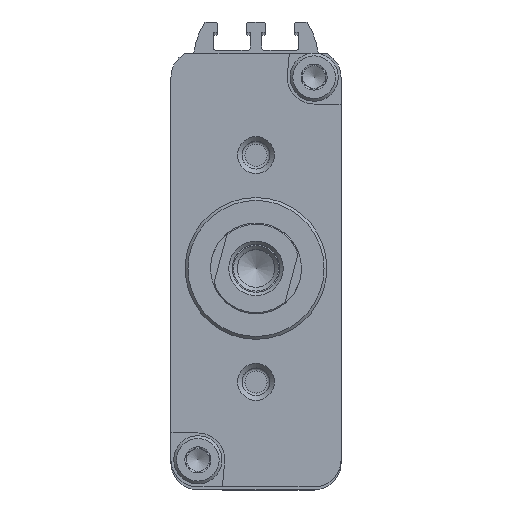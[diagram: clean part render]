
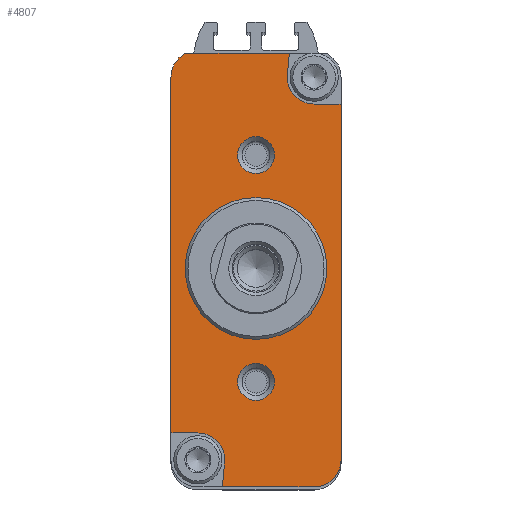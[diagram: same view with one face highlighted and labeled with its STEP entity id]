
A CAD part, top view. The second image highlights one B-rep face of the part: STEP entity #4807.
In plain terms, the highlighted planar face has unit normal (0, 0, 1).
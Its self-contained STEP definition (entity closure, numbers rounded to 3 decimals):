
#325=CIRCLE('',#5236,4.75);
#330=CIRCLE('',#5244,4.75);
#338=CIRCLE('',#5254,4.75);
#339=CIRCLE('',#5255,4.75);
#340=CIRCLE('',#5256,3.25);
#341=CIRCLE('',#5257,3.25);
#342=CIRCLE('',#5258,12.5);
#765=ORIENTED_EDGE('',*,*,#2050,.F.);
#766=ORIENTED_EDGE('',*,*,#2020,.T.);
#767=ORIENTED_EDGE('',*,*,#2022,.T.);
#768=ORIENTED_EDGE('',*,*,#2026,.T.);
#769=ORIENTED_EDGE('',*,*,#2051,.F.);
#770=ORIENTED_EDGE('',*,*,#2052,.F.);
#771=ORIENTED_EDGE('',*,*,#2053,.F.);
#772=ORIENTED_EDGE('',*,*,#2037,.T.);
#773=ORIENTED_EDGE('',*,*,#2039,.T.);
#774=ORIENTED_EDGE('',*,*,#2010,.T.);
#775=ORIENTED_EDGE('',*,*,#2054,.F.);
#776=ORIENTED_EDGE('',*,*,#2055,.F.);
#777=ORIENTED_EDGE('',*,*,#2056,.T.);
#778=ORIENTED_EDGE('',*,*,#2057,.T.);
#779=ORIENTED_EDGE('',*,*,#2058,.T.);
#2010=EDGE_CURVE('',#2646,#2645,#3054,.T.);
#2020=EDGE_CURVE('',#2651,#2653,#3062,.T.);
#2022=EDGE_CURVE('',#2653,#2655,#325,.T.);
#2026=EDGE_CURVE('',#2655,#2658,#3065,.T.);
#2037=EDGE_CURVE('',#2662,#2666,#3074,.T.);
#2039=EDGE_CURVE('',#2666,#2646,#330,.T.);
#2050=EDGE_CURVE('',#2651,#2676,#3078,.T.);
#2051=EDGE_CURVE('',#2677,#2658,#3079,.T.);
#2052=EDGE_CURVE('',#2678,#2677,#338,.T.);
#2053=EDGE_CURVE('',#2662,#2678,#3080,.T.);
#2054=EDGE_CURVE('',#2679,#2645,#3081,.T.);
#2055=EDGE_CURVE('',#2676,#2679,#339,.T.);
#2056=EDGE_CURVE('',#2680,#2680,#340,.T.);
#2057=EDGE_CURVE('',#2681,#2681,#341,.T.);
#2058=EDGE_CURVE('',#2682,#2682,#342,.F.);
#2645=VERTEX_POINT('',#7717);
#2646=VERTEX_POINT('',#7719);
#2651=VERTEX_POINT('',#7731);
#2653=VERTEX_POINT('',#7736);
#2655=VERTEX_POINT('',#7742);
#2658=VERTEX_POINT('',#7749);
#2662=VERTEX_POINT('',#7760);
#2666=VERTEX_POINT('',#7769);
#2676=VERTEX_POINT('',#7796);
#2677=VERTEX_POINT('',#7798);
#2678=VERTEX_POINT('',#7800);
#2679=VERTEX_POINT('',#7803);
#2680=VERTEX_POINT('',#7806);
#2681=VERTEX_POINT('',#7808);
#2682=VERTEX_POINT('',#7810);
#3054=LINE('',#7718,#3390);
#3062=LINE('',#7737,#3398);
#3065=LINE('',#7750,#3401);
#3074=LINE('',#7770,#3410);
#3078=LINE('',#7795,#3414);
#3079=LINE('',#7797,#3415);
#3080=LINE('',#7801,#3416);
#3081=LINE('',#7802,#3417);
#3390=VECTOR('',#6017,1000.);
#3398=VECTOR('',#6031,1000.);
#3401=VECTOR('',#6044,1000.);
#3410=VECTOR('',#6059,1000.);
#3414=VECTOR('',#6087,1000.);
#3415=VECTOR('',#6088,1000.);
#3416=VECTOR('',#6091,1000.);
#3417=VECTOR('',#6092,1000.);
#3740=EDGE_LOOP('',(#765,#766,#767,#768,#769,#770,#771,#772,#773,#774,#775,
#776));
#3741=EDGE_LOOP('',(#777));
#3742=EDGE_LOOP('',(#778));
#3743=EDGE_LOOP('',(#779));
#4208=FACE_BOUND('',#3740,.T.);
#4209=FACE_BOUND('',#3741,.T.);
#4210=FACE_BOUND('',#3742,.T.);
#4211=FACE_BOUND('',#3743,.T.);
#4622=PLANE('',#5253);
#4807=ADVANCED_FACE('',(#4208,#4209,#4210,#4211),#4622,.T.);
#5236=AXIS2_PLACEMENT_3D('',#7741,#6036,#6037);
#5244=AXIS2_PLACEMENT_3D('',#7774,#6064,#6065);
#5253=AXIS2_PLACEMENT_3D('',#7794,#6085,#6086);
#5254=AXIS2_PLACEMENT_3D('',#7799,#6089,#6090);
#5255=AXIS2_PLACEMENT_3D('',#7804,#6093,#6094);
#5256=AXIS2_PLACEMENT_3D('',#7805,#6095,#6096);
#5257=AXIS2_PLACEMENT_3D('',#7807,#6097,#6098);
#5258=AXIS2_PLACEMENT_3D('',#7809,#6099,#6100);
#6017=DIRECTION('',(0.,-1.,0.));
#6031=DIRECTION('',(1.,0.,0.));
#6036=DIRECTION('',(0.,0.,1.));
#6037=DIRECTION('',(1.,0.,0.));
#6044=DIRECTION('',(0.,1.,0.));
#6059=DIRECTION('',(-1.,0.,0.));
#6064=DIRECTION('',(0.,0.,1.));
#6065=DIRECTION('',(1.,0.,0.));
#6085=DIRECTION('',(0.,0.,1.));
#6086=DIRECTION('',(1.,0.,0.));
#6087=DIRECTION('',(0.088,0.996,0.));
#6088=DIRECTION('',(1.,0.,0.));
#6089=DIRECTION('',(0.,0.,1.));
#6090=DIRECTION('',(1.,0.,0.));
#6091=DIRECTION('',(-0.088,-0.996,0.));
#6092=DIRECTION('',(-1.,0.,0.));
#6093=DIRECTION('',(0.,0.,1.));
#6094=DIRECTION('',(1.,0.,0.));
#6095=DIRECTION('',(0.,0.,-1.));
#6096=DIRECTION('',(-1.,0.,0.));
#6097=DIRECTION('',(0.,0.,-1.));
#6098=DIRECTION('',(-1.,0.,0.));
#6099=DIRECTION('',(0.,0.,1.));
#6100=DIRECTION('',(1.,0.,0.));
#7717=CARTESIAN_POINT('',(-15.,-29.,0.));
#7718=CARTESIAN_POINT('',(-15.,33.75,0.));
#7719=CARTESIAN_POINT('',(-15.,33.75,0.));
#7731=CARTESIAN_POINT('',(-5.919,-38.5,0.));
#7736=CARTESIAN_POINT('',(10.25,-38.5,0.));
#7737=CARTESIAN_POINT('',(-10.25,-38.5,0.));
#7741=CARTESIAN_POINT('',(10.25,-33.75,0.));
#7742=CARTESIAN_POINT('',(15.,-33.75,0.));
#7749=CARTESIAN_POINT('',(15.,29.,0.));
#7750=CARTESIAN_POINT('',(15.,-33.75,0.));
#7760=CARTESIAN_POINT('',(5.875,38.,0.));
#7769=CARTESIAN_POINT('',(-12.371,38.,0.));
#7770=CARTESIAN_POINT('',(12.371,38.,0.));
#7774=CARTESIAN_POINT('',(-10.25,33.75,0.));
#7794=CARTESIAN_POINT('',(-10.25,-33.75,0.));
#7795=CARTESIAN_POINT('',(-5.919,-38.5,0.));
#7796=CARTESIAN_POINT('',(-5.5,-33.75,0.));
#7797=CARTESIAN_POINT('',(10.25,29.,0.));
#7798=CARTESIAN_POINT('',(10.25,29.,0.));
#7799=CARTESIAN_POINT('',(10.25,33.75,0.));
#7800=CARTESIAN_POINT('',(5.5,33.75,0.));
#7801=CARTESIAN_POINT('',(-0.528,-34.607,0.));
#7802=CARTESIAN_POINT('',(-10.25,-29.,0.));
#7803=CARTESIAN_POINT('',(-10.25,-29.,0.));
#7804=CARTESIAN_POINT('',(-10.25,-33.75,0.));
#7805=CARTESIAN_POINT('',(0.,-20.,0.));
#7806=CARTESIAN_POINT('',(-3.25,-20.,0.));
#7807=CARTESIAN_POINT('',(0.,20.,0.));
#7808=CARTESIAN_POINT('',(-3.25,20.,0.));
#7809=CARTESIAN_POINT('',(0.,0.,0.));
#7810=CARTESIAN_POINT('',(12.5,0.,0.));
